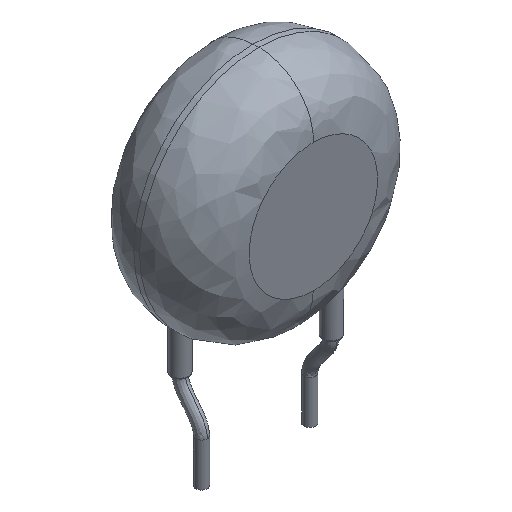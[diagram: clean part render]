
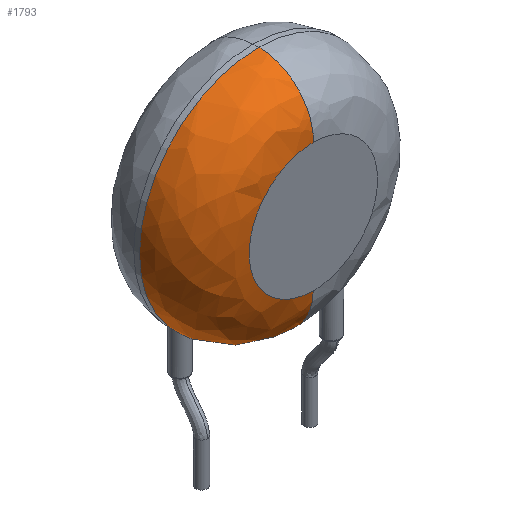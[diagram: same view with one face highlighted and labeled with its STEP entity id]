
A CAD part, isometric view. The second image highlights one B-rep face of the part: STEP entity #1793.
In plain terms, the highlighted free-form (B-spline) face has degree [3, 3] with [4, 4] control points.
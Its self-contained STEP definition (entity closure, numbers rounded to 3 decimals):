
#12 = CARTESIAN_POINT ( 'NONE',  ( 0.015, -4., 17.7 ) ) ;
#20 = CARTESIAN_POINT ( 'NONE',  ( 0., -4., 17.7 ) ) ;
#74 = CIRCLE ( 'NONE', #1226, 8.25 ) ;
#83 = CARTESIAN_POINT ( 'NONE',  ( 0., -4., 17.7 ) ) ;
#129 = CARTESIAN_POINT ( 'NONE',  ( -0.015, -4., 8.8 ) ) ;
#140 = CARTESIAN_POINT ( 'NONE',  ( -16.473, -0.2, 21.554 ) ) ;
#213 = VERTEX_POINT ( 'NONE', #1706 ) ;
#217 = CARTESIAN_POINT ( 'NONE',  ( 0.005, -4., 17.7 ) ) ;
#223 = FACE_OUTER_BOUND ( 'NONE', #1362, .T. ) ;
#245 = EDGE_CURVE ( 'NONE', #828, #2020, #1017, .T. ) ;
#252 = VERTEX_POINT ( 'NONE', #129 ) ;
#256 = CARTESIAN_POINT ( 'NONE',  ( 0.01, -4., 17.7 ) ) ;
#269 = CARTESIAN_POINT ( 'NONE',  ( -13.33, -4., 19.97 ) ) ;
#310 = CARTESIAN_POINT ( 'NONE',  ( -0.022, -4., 6.574 ) ) ;
#377 = CIRCLE ( 'NONE', #769, 3.8 ) ;
#386 = ORIENTED_EDGE ( 'NONE', *, *, #2033, .T. ) ;
#447 = DIRECTION ( 'NONE',  ( 1., 0., -0.003 ) ) ;
#457 = CARTESIAN_POINT ( 'NONE',  ( -0.027, -2.426, 5. ) ) ;
#486 = B_SPLINE_CURVE_WITH_KNOTS ( 'NONE', 3,
 ( #878, #217, #256, #844 ),
 .UNSPECIFIED., .F., .F.,
 ( 4, 4 ),
 ( 0., 0.001 ),
 .UNSPECIFIED. ) ;
#521 = DIRECTION ( 'NONE',  ( 0.003, 0., 1. ) ) ;
#524 = ORIENTED_EDGE ( 'NONE', *, *, #1735, .T. ) ;
#546 = CARTESIAN_POINT ( 'NONE',  ( -0.015, -0.2, 8.8 ) ) ;
#560 = DIRECTION ( 'NONE',  ( 0.003, 0., 1. ) ) ;
#586 = CARTESIAN_POINT ( 'NONE',  ( 0.027, -0.2, 21.5 ) ) ;
#591 = EDGE_CURVE ( 'NONE', #213, #252, #377, .T. ) ;
#665 = DIRECTION ( 'NONE',  ( 0.003, 0., 1. ) ) ;
#769 = AXIS2_PLACEMENT_3D ( 'NONE', #546, #1814, #824 ) ;
#772 = CARTESIAN_POINT ( 'NONE',  ( -13.374, -4., 6.618 ) ) ;
#824 = DIRECTION ( 'NONE',  ( -0.003, 0., -1. ) ) ;
#828 = VERTEX_POINT ( 'NONE', #586 ) ;
#842 = ORIENTED_EDGE ( 'NONE', *, *, #1109, .T. ) ;
#844 = CARTESIAN_POINT ( 'NONE',  ( 0.015, -4., 17.7 ) ) ;
#854 = CARTESIAN_POINT ( 'NONE',  ( -8.886, -4., 8.829 ) ) ;
#874 = ORIENTED_EDGE ( 'NONE', *, *, #1791, .T. ) ;
#878 = CARTESIAN_POINT ( 'NONE',  ( 0., -4., 17.7 ) ) ;
#921 = CARTESIAN_POINT ( 'NONE',  ( -16.527, -0.2, 5.054 ) ) ;
#988 = VERTEX_POINT ( 'NONE', #1990 ) ;
#1017 = CIRCLE ( 'NONE', #1799, 3.8 ) ;
#1029 = CIRCLE ( 'NONE', #1873, 8.25 ) ;
#1043 = CARTESIAN_POINT ( 'NONE',  ( -0.027, -0.2, 5. ) ) ;
#1050 = CARTESIAN_POINT ( 'NONE',  ( -0.015, -4., 8.8 ) ) ;
#1077 = CARTESIAN_POINT ( 'NONE',  ( 0.015, -0.2, 17.7 ) ) ;
#1079 = ORIENTED_EDGE ( 'NONE', *, *, #591, .T. ) ;
#1085 = CARTESIAN_POINT ( 'NONE',  ( -16.527, -2.426, 5.054 ) ) ;
#1109 = EDGE_CURVE ( 'NONE', #988, #213, #74, .T. ) ;
#1171 = ORIENTED_EDGE ( 'NONE', *, *, #245, .F. ) ;
#1172 = CARTESIAN_POINT ( 'NONE',  ( -8.871, -4., 17.7 ) ) ;
#1226 = AXIS2_PLACEMENT_3D ( 'NONE', #1433, #1608, #665 ) ;
#1232 = CARTESIAN_POINT ( 'NONE',  ( -8.914, -4., 8.829 ) ) ;
#1343 = CARTESIAN_POINT ( 'NONE',  ( -0.015, -4., 8.8 ) ) ;
#1348 = CARTESIAN_POINT ( 'NONE',  ( -16.473, -2.426, 21.554 ) ) ;
#1358 = CARTESIAN_POINT ( 'NONE',  ( 0.027, -0.2, 21.5 ) ) ;
#1362 = EDGE_LOOP ( 'NONE', ( #842, #1079, #386, #524, #1171, #874 ) ) ;
#1368 = CARTESIAN_POINT ( 'NONE',  ( 0.015, -4., 17.7 ) ) ;
#1433 = CARTESIAN_POINT ( 'NONE',  ( 0., -0.2, 13.25 ) ) ;
#1467 = VERTEX_POINT ( 'NONE', #20 ) ;
#1608 = DIRECTION ( 'NONE',  ( 0., -1., 0. ) ) ;
#1637 = DIRECTION ( 'NONE',  ( 0., -1., 0. ) ) ;
#1706 = CARTESIAN_POINT ( 'NONE',  ( -0.027, -0.2, 5. ) ) ;
#1735 = EDGE_CURVE ( 'NONE', #1467, #2020, #486, .T. ) ;
#1761 =( BOUNDED_SURFACE ( )  B_SPLINE_SURFACE ( 3, 3, ( 
 ( #1043, #921, #140, #1358 ),
 ( #457, #1085, #1348, #1852 ),
 ( #310, #772, #269, #2015 ),
 ( #1050, #1232, #2001, #1368 ) ),
 .UNSPECIFIED., .F., .F., .F. ) 
 B_SPLINE_SURFACE_WITH_KNOTS ( ( 4, 4 ),
 ( 4, 4 ),
 ( 0., 1. ),
 ( 0., 1. ),
 .UNSPECIFIED. ) 
 GEOMETRIC_REPRESENTATION_ITEM ( )  RATIONAL_B_SPLINE_SURFACE ( (
 ( 1., 0.333, 0.333, 1.),
 ( 0.805, 0.268, 0.268, 0.805),
 ( 0.805, 0.268, 0.268, 0.805),
 ( 1., 0.333, 0.333, 1.) ) ) 
 REPRESENTATION_ITEM ( '' )  SURFACE ( )  );
#1791 = EDGE_CURVE ( 'NONE', #828, #988, #1029, .T. ) ;
#1793 = ADVANCED_FACE ( 'NONE', ( #223 ), #1761, .T. ) ;
#1799 = AXIS2_PLACEMENT_3D ( 'NONE', #1077, #447, #560 ) ;
#1814 = DIRECTION ( 'NONE',  ( -1., 0., 0.003 ) ) ;
#1852 = CARTESIAN_POINT ( 'NONE',  ( 0.027, -2.426, 21.5 ) ) ;
#1873 = AXIS2_PLACEMENT_3D ( 'NONE', #1950, #1637, #521 ) ;
#1950 = CARTESIAN_POINT ( 'NONE',  ( 0., -0.2, 13.25 ) ) ;
#1976 =( BOUNDED_CURVE ( )  B_SPLINE_CURVE ( 3, ( #1343, #854, #1172, #83 ),
 .UNSPECIFIED., .F., .F. ) 
 B_SPLINE_CURVE_WITH_KNOTS ( ( 4, 4 ),
 ( 0.001, 1. ),
 .UNSPECIFIED. ) 
 CURVE ( )  GEOMETRIC_REPRESENTATION_ITEM ( )  RATIONAL_B_SPLINE_CURVE ( ( 1., 0.334, 0.334, 1. ) ) 
 REPRESENTATION_ITEM ( '' )  );
#1990 = CARTESIAN_POINT ( 'NONE',  ( 0., -0.2, 21.5 ) ) ;
#2001 = CARTESIAN_POINT ( 'NONE',  ( -8.885, -4., 17.729 ) ) ;
#2015 = CARTESIAN_POINT ( 'NONE',  ( 0.022, -4., 19.926 ) ) ;
#2020 = VERTEX_POINT ( 'NONE', #12 ) ;
#2033 = EDGE_CURVE ( 'NONE', #252, #1467, #1976, .T. ) ;
